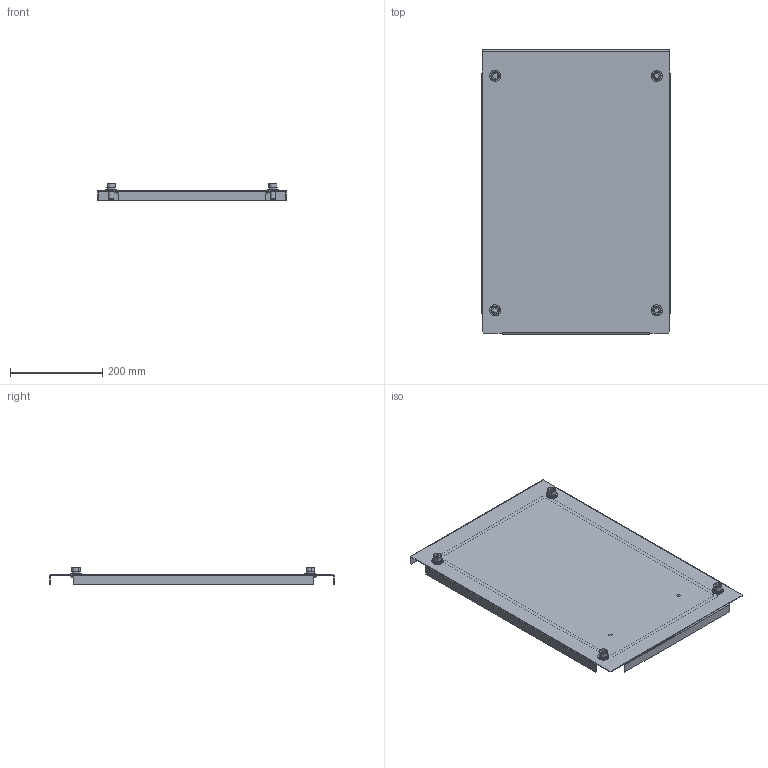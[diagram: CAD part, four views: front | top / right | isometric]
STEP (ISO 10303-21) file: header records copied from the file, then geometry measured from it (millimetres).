
FILE_DESCRIPTION (( 'STEP AP214' ), '1' );
FILE_NAME ('PT4D600WP Ïàíåëü âåðõíÿÿ_èçâ0088.02_02.20.SLDPRT.step', '2020-11-05T18:45:20', ( '' ), ( '' ), 'SwSTEP 2.0', 'SolidWorks 2019', '' );
FILE_SCHEMA (( 'AUTOMOTIVE_DESIGN' ));
Length unit declared in the file: millimetre
Products named in the file (24): ﾘ琺矜 65ﾃ 019 ﾃﾎﾑﾒ 6402-70; ﾘ琺矜 01.019 ﾃﾎﾑﾒ11371-78; Øïèëüêà Ì6õ12; AVT007.12.00.00 Ïàíåëü âåðõíÿÿ_èçâ0088.02_02.20_00; ﾘ琺矜 65ﾃ 019 ﾃﾎﾑﾒ 6402-70_12; AVT007.12.00.01 Ïàíåëü âåðõíÿÿ_èçâ0088.02_02.20_00; Óïëîòíèòåëü ïîëèóðåòàíîâûé ïàíåëè âåðõíåé 600_400; Âèíò ñ âí. øåñòèãðàííèêîì M12 ÃÎÑÒ 11738-84; ﾘ琺矜 01.019 ﾃﾎﾑﾒ11371-78_12; AVT007.12.00.01 Ïàíåëü âåðõíÿÿ_èçâ0088.02_02.20; Óïëîòíèòåëü ïîëèóðåòàíîâûé ïàíåëè âåðõíåé 600_400_00; Âèíò ñ âí. øåñòèãðàííèêîì M12 ÃÎÑÒ 11738-84_Œ12å25; Øïèëüêà Ì6õ12_00; PT4D600WP Ïàíåëü âåðõíÿÿ_èçâ0088.02_02.20.SLDPRT
Assembly tree (17 placements, depth 3):
  ﾘ琺矜 65ﾃ 019 ﾃﾎﾑﾒ 6402-70
  ﾘ琺矜 01.019 ﾃﾎﾑﾒ11371-78
  Øïèëüêà Ì6õ12
  Óïëîòíèòåëü ïîëèóðåòàíîâûé ïàíåëè âåðõíåé 600_400
  Øïèëüêà Ì6õ12
Bounding box: 409 x 615 x 37.5 mm (x, y, z)
Volume: 494406.4 mm3; surface area: 623754.3 mm2
Topology: 16 solids, 16 shells, 261 faces, 570 edges, 354 vertices
Faces by surface type: plane 121, cylinder 112, torus 16, cone 12
Entity records: 4368 total; most frequent: DIRECTION 730, CARTESIAN_POINT 685, ORIENTED_EDGE 616, EDGE_CURVE 308, AXIS2_PLACEMENT_3D 275, VERTEX_POINT 190, LINE 180, VECTOR 180
